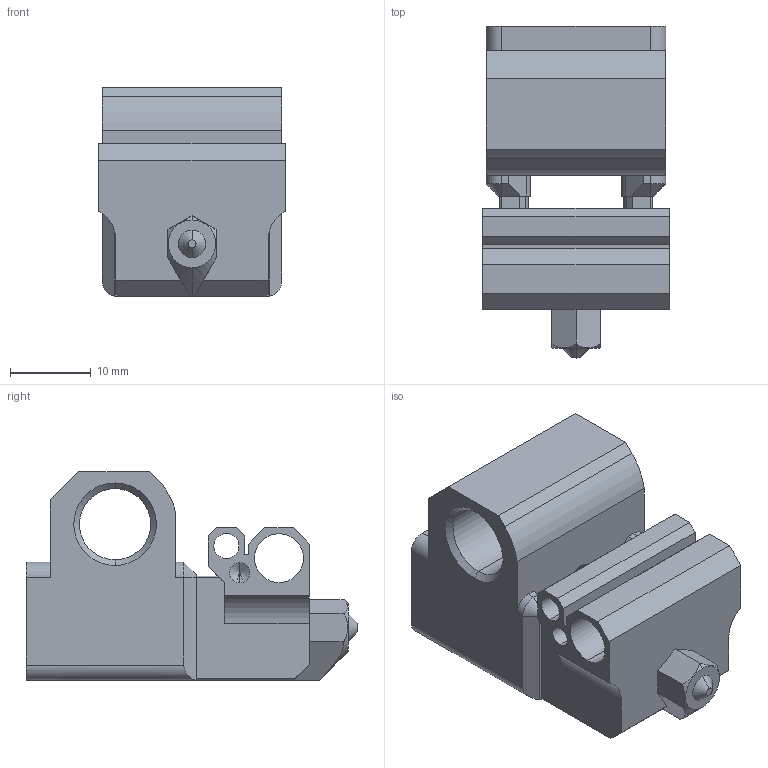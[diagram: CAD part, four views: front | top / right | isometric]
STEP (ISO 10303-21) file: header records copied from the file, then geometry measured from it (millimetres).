
FILE_DESCRIPTION (( 'STEP AP203' ), '1' );
FILE_NAME ('printable mosquito liquid.STEP', '2020-12-03T17:49:35', ( '' ), ( '' ), 'SwSTEP 2.0', 'SolidWorks 2020', '' );
FILE_SCHEMA (( 'CONFIG_CONTROL_DESIGN' ));
Length unit declared in the file: millimetre
Products named in the file (1): printable mosquito liquid
Bounding box: 23 x 41 x 25.8 mm (x, y, z)
Volume: 10772.5 mm3; surface area: 6592.3 mm2
Topology: 1 solids, 1 shells, 151 faces, 414 edges, 265 vertices
Faces by surface type: plane 77, cylinder 52, cone 22
Entity records: 4889 total; most frequent: CARTESIAN_POINT 917, DIRECTION 816, ORIENTED_EDGE 812, EDGE_CURVE 406, LINE 272, AXIS2_PLACEMENT_3D 272, VECTOR 272, VERTEX_POINT 265
